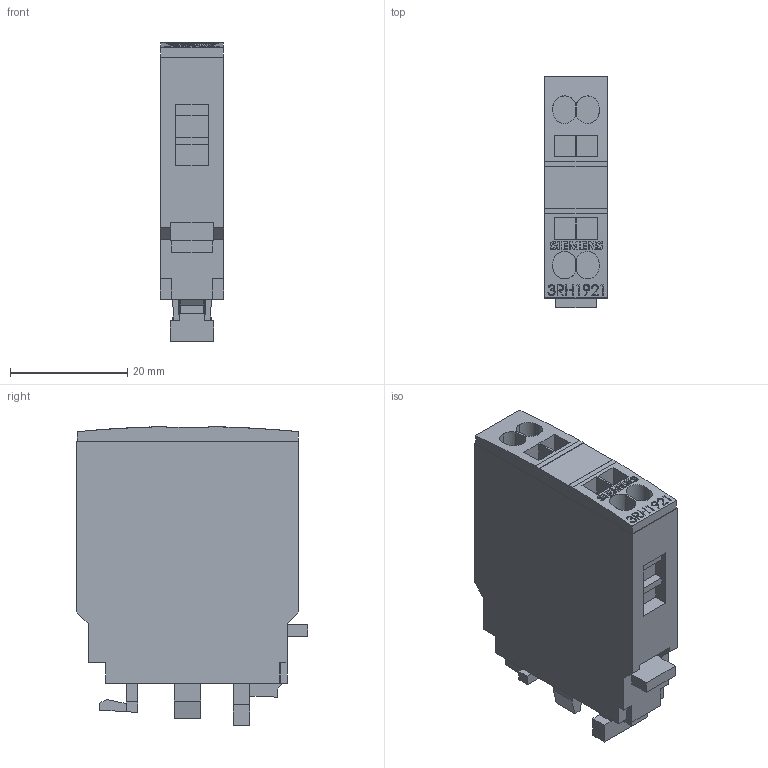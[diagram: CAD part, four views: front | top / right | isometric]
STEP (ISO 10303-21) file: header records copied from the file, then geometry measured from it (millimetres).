
FILE_DESCRIPTION (( 'STEP AP214' ), '1' );
FILE_NAME ('3RH1921_1C_CC.STEP', '2007-01-29T16:35:03', ( '-' ), ( '-' ), 'SwSTEP 2.0', 'SolidWorks 2006233', '' );
FILE_SCHEMA (( 'AUTOMOTIVE_DESIGN' ));
Length unit declared in the file: millimetre
Products named in the file (1): 3RH1921_1C_CC
Bounding box: 10.9 x 39.5 x 51.05 mm (x, y, z)
Volume: 16763 mm3; surface area: 6264.6 mm2
Topology: 1 solids, 1 shells, 344 faces, 934 edges, 622 vertices
Faces by surface type: plane 271, bspline 58, cylinder 15
Entity records: 15860 total; most frequent: CARTESIAN_POINT 4998, ORIENTED_EDGE 1868, DIRECTION 1417, EDGE_CURVE 934, VECTOR 715, LINE 715, VERTEX_POINT 622, EDGE_LOOP 374
